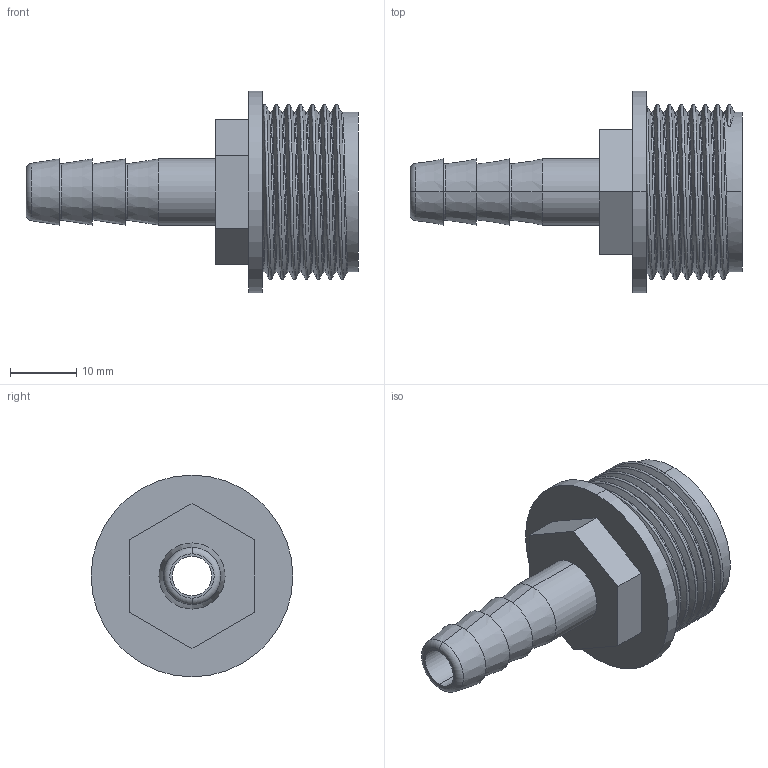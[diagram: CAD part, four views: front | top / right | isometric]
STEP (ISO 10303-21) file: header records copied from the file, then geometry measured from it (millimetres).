
FILE_DESCRIPTION (( 'STEP AP203' ), '1' );
FILE_NAME ('00130_0510.STEP', '2017-05-05T14:53:14', ( '' ), ( '' ), 'SwSTEP 2.0', 'SolidWorks 2011', '' );
FILE_SCHEMA (( 'CONFIG_CONTROL_DESIGN' ));
Length unit declared in the file: millimetre
Products named in the file (1): 00130_0510
Bounding box: 50.2 x 30.5 x 30.5 mm (x, y, z)
Volume: 6399 mm3; surface area: 6280.2 mm2
Topology: 1 solids, 1 shells, 72 faces, 168 edges, 106 vertices
Faces by surface type: cylinder 25, plane 17, torus 15, cone 10, bspline 5
Entity records: 5314 total; most frequent: CARTESIAN_POINT 3666, ORIENTED_EDGE 336, DIRECTION 328, EDGE_CURVE 168, AXIS2_PLACEMENT_3D 137, VERTEX_POINT 106, EDGE_LOOP 82, FACE_OUTER_BOUND 72
